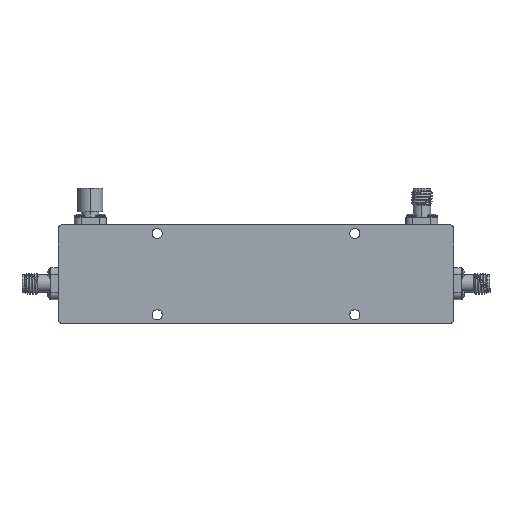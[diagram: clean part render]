
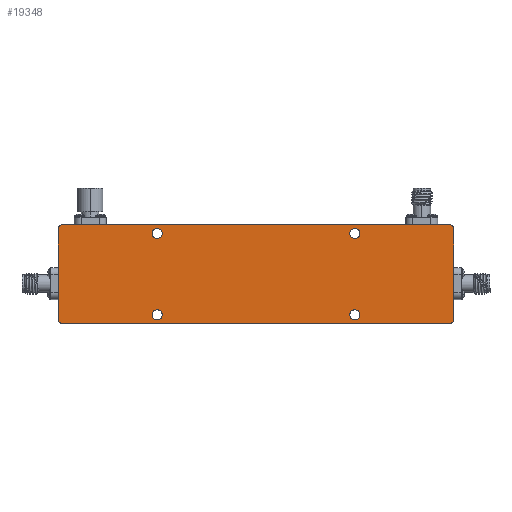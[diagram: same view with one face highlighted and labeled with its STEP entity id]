
A CAD part, top view. The second image highlights one B-rep face of the part: STEP entity #19348.
In plain terms, the highlighted planar face has unit normal (0, 0, 1).
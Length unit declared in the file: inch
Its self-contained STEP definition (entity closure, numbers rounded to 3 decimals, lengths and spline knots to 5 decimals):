
#223 = CARTESIAN_POINT ( 'NONE',  ( -1.182, 0.4865, 0.201 ) ) ;
#248 = CARTESIAN_POINT ( 'NONE',  ( 1.182, -0.4865, 0.201 ) ) ;
#266 = CARTESIAN_POINT ( 'NONE',  ( -1.182, 0.4865, 0.201 ) ) ;
#378 = AXIS2_PLACEMENT_3D ( 'NONE', #266, #29244, #36152 ) ;
#605 = LINE ( 'NONE', #22680, #7101 ) ;
#628 = ORIENTED_EDGE ( 'NONE', *, *, #45785, .F. ) ;
#854 = CIRCLE ( 'NONE', #30461, 0.061 ) ;
#863 = DIRECTION ( 'NONE',  ( 0., 0., 1. ) ) ;
#900 = CIRCLE ( 'NONE', #27416, 0.061 ) ;
#980 = DIRECTION ( 'NONE',  ( 1., 0., 0. ) ) ;
#1431 = EDGE_CURVE ( 'NONE', #36548, #12034, #854, .T. ) ;
#1566 = VERTEX_POINT ( 'NONE', #39182 ) ;
#1871 = FACE_BOUND ( 'NONE', #38255, .T. ) ;
#2158 = CIRCLE ( 'NONE', #19632, 0.061 ) ;
#2321 = DIRECTION ( 'NONE',  ( -1., 0., 0. ) ) ;
#2533 = EDGE_CURVE ( 'NONE', #12034, #36548, #34935, .T. ) ;
#3280 = CARTESIAN_POINT ( 'NONE',  ( 2.314, 0.541, 0.201 ) ) ;
#3721 = DIRECTION ( 'NONE',  ( 0., 0., 1. ) ) ;
#4008 = DIRECTION ( 'NONE',  ( 0., 1., 0. ) ) ;
#4155 = VERTEX_POINT ( 'NONE', #4645 ) ;
#4164 = ORIENTED_EDGE ( 'NONE', *, *, #2533, .F. ) ;
#4365 = CARTESIAN_POINT ( 'NONE',  ( 2.314, -0.541, 0.201 ) ) ;
#4641 = EDGE_CURVE ( 'NONE', #21004, #35366, #43525, .T. ) ;
#4645 = CARTESIAN_POINT ( 'NONE',  ( 1.243, -0.4865, 0.201 ) ) ;
#5552 = VERTEX_POINT ( 'NONE', #36833 ) ;
#5829 = DIRECTION ( 'NONE',  ( 0., 0., 1. ) ) ;
#5861 = FACE_BOUND ( 'NONE', #27917, .T. ) ;
#6174 = ORIENTED_EDGE ( 'NONE', *, *, #45885, .T. ) ;
#7101 = VECTOR ( 'NONE', #30075, 39.37008 ) ;
#7410 = CARTESIAN_POINT ( 'NONE',  ( -2.364, -0.591, 0.201 ) ) ;
#7563 = ORIENTED_EDGE ( 'NONE', *, *, #35167, .F. ) ;
#8151 = DIRECTION ( 'NONE',  ( -1., 0., 0. ) ) ;
#8334 = DIRECTION ( 'NONE',  ( 0., 0., 1. ) ) ;
#9516 = ORIENTED_EDGE ( 'NONE', *, *, #19986, .T. ) ;
#9911 = DIRECTION ( 'NONE',  ( 1., 0., 0. ) ) ;
#10289 = CARTESIAN_POINT ( 'NONE',  ( -1.121, 0.4865, 0.201 ) ) ;
#10783 = CIRCLE ( 'NONE', #17650, 0.061 ) ;
#12034 = VERTEX_POINT ( 'NONE', #33145 ) ;
#12168 = CARTESIAN_POINT ( 'NONE',  ( -2.314, -0.591, 0.201 ) ) ;
#12389 = VECTOR ( 'NONE', #8151, 39.37008 ) ;
#12508 = EDGE_CURVE ( 'NONE', #35366, #1566, #31342, .T. ) ;
#12685 = CARTESIAN_POINT ( 'NONE',  ( 1.182, 0.4865, 0.201 ) ) ;
#13280 = CARTESIAN_POINT ( 'NONE',  ( 1.182, 0.4865, 0.201 ) ) ;
#13797 = DIRECTION ( 'NONE',  ( -1., 0., 0. ) ) ;
#14454 = AXIS2_PLACEMENT_3D ( 'NONE', #12685, #38140, #27159 ) ;
#14633 = EDGE_LOOP ( 'NONE', ( #628, #34327 ) ) ;
#15277 = VERTEX_POINT ( 'NONE', #46601 ) ;
#15343 = DIRECTION ( 'NONE',  ( -1., 0., 0. ) ) ;
#16241 = EDGE_CURVE ( 'NONE', #22612, #4155, #34568, .T. ) ;
#16884 = CARTESIAN_POINT ( 'NONE',  ( 2.364, -0.541, 0.201 ) ) ;
#17650 = AXIS2_PLACEMENT_3D ( 'NONE', #223, #3721, #29440 ) ;
#17688 = CIRCLE ( 'NONE', #41209, 0.061 ) ;
#18704 = ORIENTED_EDGE ( 'NONE', *, *, #34633, .F. ) ;
#19151 = VERTEX_POINT ( 'NONE', #21130 ) ;
#19212 = DIRECTION ( 'NONE',  ( 0., 0., 1. ) ) ;
#19348 = ADVANCED_FACE ( 'NONE', ( #45875, #5861, #34192, #1871, #38708 ), #23948, .F. ) ;
#19395 = ORIENTED_EDGE ( 'NONE', *, *, #41170, .T. ) ;
#19632 = AXIS2_PLACEMENT_3D ( 'NONE', #38449, #5829, #45389 ) ;
#19986 = EDGE_CURVE ( 'NONE', #20097, #19151, #40035, .T. ) ;
#20097 = VERTEX_POINT ( 'NONE', #12168 ) ;
#20364 = AXIS2_PLACEMENT_3D ( 'NONE', #4365, #863, #15343 ) ;
#20774 = EDGE_LOOP ( 'NONE', ( #44517, #4164 ) ) ;
#20876 = AXIS2_PLACEMENT_3D ( 'NONE', #248, #19212, #30190 ) ;
#21004 = VERTEX_POINT ( 'NONE', #16884 ) ;
#21130 = CARTESIAN_POINT ( 'NONE',  ( 2.314, -0.591, 0.201 ) ) ;
#21635 = CARTESIAN_POINT ( 'NONE',  ( 2.364, 0.541, 0.201 ) ) ;
#22349 = DIRECTION ( 'NONE',  ( 0., 0., 1. ) ) ;
#22573 = CARTESIAN_POINT ( 'NONE',  ( -2.314, 0.591, 0.201 ) ) ;
#22612 = VERTEX_POINT ( 'NONE', #26970 ) ;
#22680 = CARTESIAN_POINT ( 'NONE',  ( -2.364, -0.591, 0.201 ) ) ;
#23077 = CIRCLE ( 'NONE', #45888, 0.05 ) ;
#23897 = CIRCLE ( 'NONE', #378, 0.061 ) ;
#23948 = PLANE ( 'NONE',  #45826 ) ;
#25013 = DIRECTION ( 'NONE',  ( 1., 0., 0. ) ) ;
#25631 = CARTESIAN_POINT ( 'NONE',  ( 2.364, -0.591, 0.201 ) ) ;
#26222 = LINE ( 'NONE', #44342, #12389 ) ;
#26758 = ORIENTED_EDGE ( 'NONE', *, *, #12508, .T. ) ;
#26970 = CARTESIAN_POINT ( 'NONE',  ( 1.121, -0.4865, 0.201 ) ) ;
#27159 = DIRECTION ( 'NONE',  ( 1., 0., 0. ) ) ;
#27177 = CARTESIAN_POINT ( 'NONE',  ( -1.243, -0.4865, 0.201 ) ) ;
#27416 = AXIS2_PLACEMENT_3D ( 'NONE', #29260, #22349, #980 ) ;
#27917 = EDGE_LOOP ( 'NONE', ( #7563, #28912 ) ) ;
#28512 = VECTOR ( 'NONE', #4008, 39.37008 ) ;
#28912 = ORIENTED_EDGE ( 'NONE', *, *, #16241, .F. ) ;
#29244 = DIRECTION ( 'NONE',  ( 0., 0., 1. ) ) ;
#29260 = CARTESIAN_POINT ( 'NONE',  ( -1.182, -0.4865, 0.201 ) ) ;
#29292 = DIRECTION ( 'NONE',  ( -1., 0., 0. ) ) ;
#29440 = DIRECTION ( 'NONE',  ( 1., 0., 0. ) ) ;
#29733 = DIRECTION ( 'NONE',  ( -1., 0., 0. ) ) ;
#30075 = DIRECTION ( 'NONE',  ( 0., -1., 0. ) ) ;
#30190 = DIRECTION ( 'NONE',  ( 1., 0., 0. ) ) ;
#30461 = AXIS2_PLACEMENT_3D ( 'NONE', #13280, #38265, #9911 ) ;
#30595 = ORIENTED_EDGE ( 'NONE', *, *, #4641, .T. ) ;
#31342 = CIRCLE ( 'NONE', #44243, 0.05 ) ;
#31611 = VERTEX_POINT ( 'NONE', #10289 ) ;
#32441 = CIRCLE ( 'NONE', #44600, 0.05 ) ;
#32523 = ORIENTED_EDGE ( 'NONE', *, *, #36154, .T. ) ;
#32737 = VERTEX_POINT ( 'NONE', #46173 ) ;
#33145 = CARTESIAN_POINT ( 'NONE',  ( 1.121, 0.4865, 0.201 ) ) ;
#33613 = EDGE_CURVE ( 'NONE', #45948, #32737, #900, .T. ) ;
#34192 = FACE_BOUND ( 'NONE', #14633, .T. ) ;
#34327 = ORIENTED_EDGE ( 'NONE', *, *, #33613, .F. ) ;
#34568 = CIRCLE ( 'NONE', #20876, 0.061 ) ;
#34633 = EDGE_CURVE ( 'NONE', #31611, #34925, #10783, .T. ) ;
#34925 = VERTEX_POINT ( 'NONE', #43890 ) ;
#34935 = CIRCLE ( 'NONE', #14454, 0.061 ) ;
#35136 = CARTESIAN_POINT ( 'NONE',  ( 0., 0., 0.201 ) ) ;
#35167 = EDGE_CURVE ( 'NONE', #4155, #22612, #17688, .T. ) ;
#35366 = VERTEX_POINT ( 'NONE', #21635 ) ;
#35986 = DIRECTION ( 'NONE',  ( 0., 0., 1. ) ) ;
#36152 = DIRECTION ( 'NONE',  ( 1., 0., 0. ) ) ;
#36154 = EDGE_CURVE ( 'NONE', #1566, #41591, #26222, .T. ) ;
#36213 = EDGE_CURVE ( 'NONE', #5552, #15277, #605, .T. ) ;
#36463 = CARTESIAN_POINT ( 'NONE',  ( 1.182, -0.4865, 0.201 ) ) ;
#36548 = VERTEX_POINT ( 'NONE', #43289 ) ;
#36833 = CARTESIAN_POINT ( 'NONE',  ( -2.364, 0.541, 0.201 ) ) ;
#37348 = EDGE_CURVE ( 'NONE', #34925, #31611, #23897, .T. ) ;
#38140 = DIRECTION ( 'NONE',  ( 0., 0., 1. ) ) ;
#38255 = EDGE_LOOP ( 'NONE', ( #18704, #40793 ) ) ;
#38265 = DIRECTION ( 'NONE',  ( 0., 0., 1. ) ) ;
#38449 = CARTESIAN_POINT ( 'NONE',  ( -1.182, -0.4865, 0.201 ) ) ;
#38708 = FACE_OUTER_BOUND ( 'NONE', #44609, .T. ) ;
#39100 = DIRECTION ( 'NONE',  ( 1., 0., 0. ) ) ;
#39182 = CARTESIAN_POINT ( 'NONE',  ( 2.314, 0.591, 0.201 ) ) ;
#39258 = ORIENTED_EDGE ( 'NONE', *, *, #42354, .T. ) ;
#40035 = LINE ( 'NONE', #7410, #43518 ) ;
#40155 = CIRCLE ( 'NONE', #20364, 0.05 ) ;
#40431 = CARTESIAN_POINT ( 'NONE',  ( -2.314, 0.541, 0.201 ) ) ;
#40793 = ORIENTED_EDGE ( 'NONE', *, *, #37348, .F. ) ;
#40952 = CARTESIAN_POINT ( 'NONE',  ( -2.314, -0.541, 0.201 ) ) ;
#41170 = EDGE_CURVE ( 'NONE', #15277, #20097, #32441, .T. ) ;
#41209 = AXIS2_PLACEMENT_3D ( 'NONE', #36463, #35986, #25013 ) ;
#41591 = VERTEX_POINT ( 'NONE', #22573 ) ;
#42059 = DIRECTION ( 'NONE',  ( 0., 0., -1. ) ) ;
#42354 = EDGE_CURVE ( 'NONE', #41591, #5552, #23077, .T. ) ;
#43289 = CARTESIAN_POINT ( 'NONE',  ( 1.243, 0.4865, 0.201 ) ) ;
#43518 = VECTOR ( 'NONE', #39100, 39.37008 ) ;
#43525 = LINE ( 'NONE', #25631, #28512 ) ;
#43526 = DIRECTION ( 'NONE',  ( 0., 0., 1. ) ) ;
#43890 = CARTESIAN_POINT ( 'NONE',  ( -1.243, 0.4865, 0.201 ) ) ;
#44243 = AXIS2_PLACEMENT_3D ( 'NONE', #3280, #45934, #13797 ) ;
#44342 = CARTESIAN_POINT ( 'NONE',  ( -2.364, 0.591, 0.201 ) ) ;
#44517 = ORIENTED_EDGE ( 'NONE', *, *, #1431, .F. ) ;
#44600 = AXIS2_PLACEMENT_3D ( 'NONE', #40952, #8334, #29292 ) ;
#44609 = EDGE_LOOP ( 'NONE', ( #9516, #6174, #30595, #26758, #32523, #39258, #46774, #19395 ) ) ;
#45389 = DIRECTION ( 'NONE',  ( 1., 0., 0. ) ) ;
#45785 = EDGE_CURVE ( 'NONE', #32737, #45948, #2158, .T. ) ;
#45826 = AXIS2_PLACEMENT_3D ( 'NONE', #35136, #42059, #2321 ) ;
#45875 = FACE_BOUND ( 'NONE', #20774, .T. ) ;
#45885 = EDGE_CURVE ( 'NONE', #19151, #21004, #40155, .T. ) ;
#45888 = AXIS2_PLACEMENT_3D ( 'NONE', #40431, #43526, #29733 ) ;
#45934 = DIRECTION ( 'NONE',  ( 0., 0., 1. ) ) ;
#45948 = VERTEX_POINT ( 'NONE', #27177 ) ;
#46173 = CARTESIAN_POINT ( 'NONE',  ( -1.121, -0.4865, 0.201 ) ) ;
#46601 = CARTESIAN_POINT ( 'NONE',  ( -2.364, -0.541, 0.201 ) ) ;
#46774 = ORIENTED_EDGE ( 'NONE', *, *, #36213, .T. ) ;
